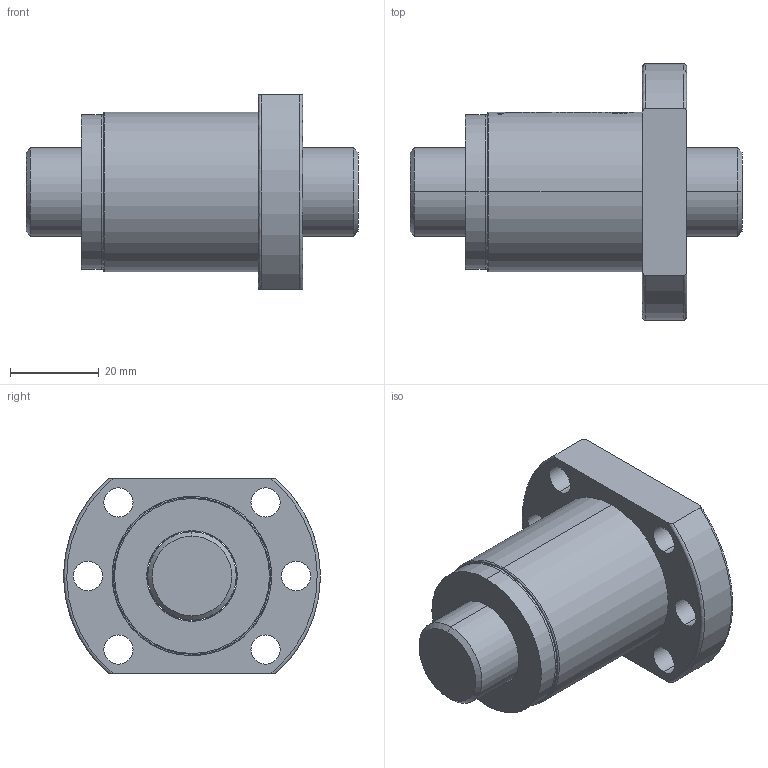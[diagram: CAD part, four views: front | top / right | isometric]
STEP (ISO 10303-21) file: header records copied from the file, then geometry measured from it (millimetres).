
FILE_DESCRIPTION (( 'STEP AP203' ), '1' );
FILE_NAME ('SFS02006.STEP', '2019-04-04T06:44:38', ( '' ), ( '' ), 'SwSTEP 2.0', 'SolidWorks 2015', '' );
FILE_SCHEMA (( 'CONFIG_CONTROL_DESIGN' ));
Length unit declared in the file: millimetre
Products named in the file (1): SFS02006
Bounding box: 75 x 58 x 44 mm (x, y, z)
Volume: 65482 mm3; surface area: 24528.6 mm2
Topology: 5 solids, 5 shells, 687 faces, 1914 edges, 1274 vertices
Faces by surface type: plane 609, cylinder 47, bspline 27, cone 4
Entity records: 23661 total; most frequent: CARTESIAN_POINT 7435, ORIENTED_EDGE 3828, DIRECTION 2794, EDGE_CURVE 1914, LINE 1282, VECTOR 1282, VERTEX_POINT 1274, AXIS2_PLACEMENT_3D 756
